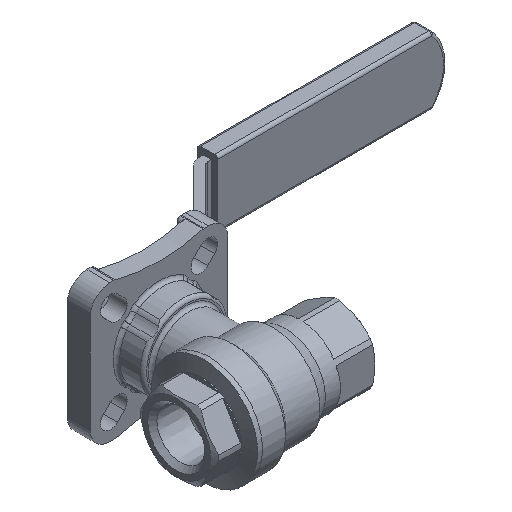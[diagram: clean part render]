
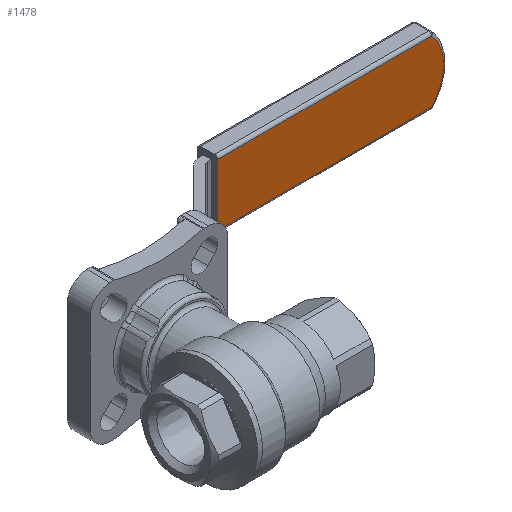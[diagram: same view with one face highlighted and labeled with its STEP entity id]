
A CAD part, isometric view. The second image highlights one B-rep face of the part: STEP entity #1478.
In plain terms, the highlighted planar face has unit normal (0, -1, 0).
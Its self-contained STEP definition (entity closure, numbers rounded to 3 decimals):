
#1478=ADVANCED_FACE('',(#2851),#2852,.F.);
#2851=FACE_OUTER_BOUND('',#4145,.T.);
#2852=PLANE('',#4146);
#4145=EDGE_LOOP('',(#7199,#7200,#7201,#7202,#7203,#7204));
#4146=AXIS2_PLACEMENT_3D('',#7205,#7206,#7207);
#7199=ORIENTED_EDGE('',*,*,#8530,.T.);
#7200=ORIENTED_EDGE('',*,*,#8531,.T.);
#7201=ORIENTED_EDGE('',*,*,#8484,.F.);
#7202=ORIENTED_EDGE('',*,*,#8532,.T.);
#7203=ORIENTED_EDGE('',*,*,#8533,.T.);
#7204=ORIENTED_EDGE('',*,*,#8534,.T.);
#7205=CARTESIAN_POINT('',(-113.0,58.826,11.0));
#7206=DIRECTION('',(0.,1.0,0.0));
#7207=DIRECTION('',(-1.0,0.,0.0));
#8484=EDGE_CURVE('',#10202,#10203,#10204,.F.);
#8530=EDGE_CURVE('',#10273,#10274,#10275,.F.);
#8531=EDGE_CURVE('',#10274,#10203,#10276,.T.);
#8532=EDGE_CURVE('',#10202,#10277,#10278,.T.);
#8533=EDGE_CURVE('',#10277,#10279,#10280,.F.);
#8534=EDGE_CURVE('',#10279,#10273,#10281,.T.);
#10202=VERTEX_POINT('',#13211);
#10203=VERTEX_POINT('',#13212);
#10204=LINE('',#13213,#13214);
#10273=VERTEX_POINT('',#13309);
#10274=VERTEX_POINT('',#13310);
#10275=CIRCLE('',#13311,13.9);
#10276=LINE('',#13312,#13313);
#10277=VERTEX_POINT('',#13314);
#10278=LINE('',#13315,#13316);
#10279=VERTEX_POINT('',#13317);
#10280=CIRCLE('',#13318,13.9);
#10281=LINE('',#13319,#13320);
#13211=CARTESIAN_POINT('',(-45.0,58.826,8.848));
#13212=CARTESIAN_POINT('',(-45.0,58.826,-9.952));
#13213=CARTESIAN_POINT('',(-45.0,58.826,11.0));
#13214=VECTOR('',#14681,1.0);
#13309=CARTESIAN_POINT('',(-113.9,58.826,-1.139));
#13310=CARTESIAN_POINT('',(-110.252,58.826,-9.952));
#13311=AXIS2_PLACEMENT_3D('',#14735,#14736,#14737);
#13312=CARTESIAN_POINT('',(-113.0,58.826,-9.952));
#13313=VECTOR('',#14738,1.0);
#13314=CARTESIAN_POINT('',(-110.252,58.826,8.848));
#13315=CARTESIAN_POINT('',(-113.0,58.826,8.848));
#13316=VECTOR('',#14739,1.0);
#13317=CARTESIAN_POINT('',(-113.9,58.826,0.034));
#13318=AXIS2_PLACEMENT_3D('',#14740,#14741,#14742);
#13319=CARTESIAN_POINT('',(-113.9,58.826,11.0));
#13320=VECTOR('',#14743,1.0);
#14681=DIRECTION('',(0.0,0.0,1.0));
#14735=CARTESIAN_POINT('',(-100.012,58.826,-0.552));
#14736=DIRECTION('',(0.,1.0,0.0));
#14737=DIRECTION('',(-1.0,0.,0.0));
#14738=DIRECTION('',(1.0,0.,0.));
#14739=DIRECTION('',(-1.0,0.,0.));
#14740=CARTESIAN_POINT('',(-100.012,58.826,-0.552));
#14741=DIRECTION('',(0.,1.0,0.0));
#14742=DIRECTION('',(-1.0,0.,0.0));
#14743=DIRECTION('',(0.0,0.0,-1.0));
